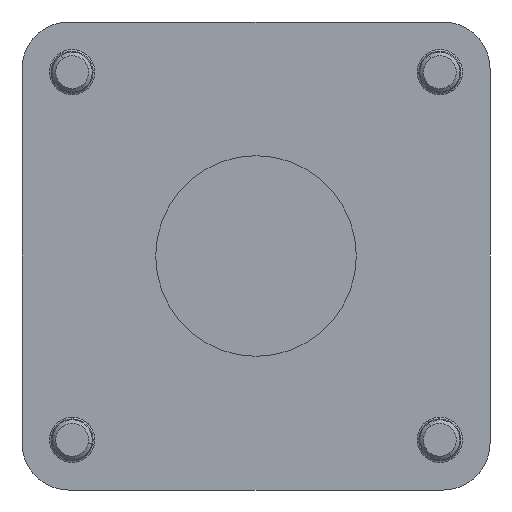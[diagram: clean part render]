
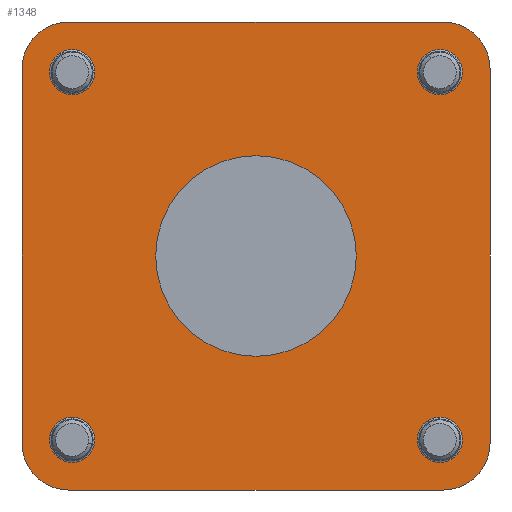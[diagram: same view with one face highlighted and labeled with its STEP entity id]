
A CAD part, front view. The second image highlights one B-rep face of the part: STEP entity #1348.
In plain terms, the highlighted face is planar.
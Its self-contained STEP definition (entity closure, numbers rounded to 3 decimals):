
#550=CARTESIAN_POINT('',(0.,-0.,-30.));
#551=VERTEX_POINT('',#550);
#559=CARTESIAN_POINT('',(0.,0.,30.));
#560=VERTEX_POINT('',#559);
#567=CARTESIAN_POINT('',(0.,0.,0.));
#568=DIRECTION('',(1.,0.,0.));
#569=DIRECTION('',(0.,0.,-1.));
#570=AXIS2_PLACEMENT_3D('',#567,#568,#569);
#571=CIRCLE('',#570,30.);
#572=EDGE_CURVE('',#551,#560,#571,.T.);
#905=CARTESIAN_POINT('',(0.,-56.,70.));
#906=VERTEX_POINT('',#905);
#913=CARTESIAN_POINT('',(0.,-70.,56.));
#914=VERTEX_POINT('',#913);
#915=CARTESIAN_POINT('',(0.,-56.,56.));
#916=DIRECTION('',(1.,0.,0.));
#917=DIRECTION('',(0.,0.,-1.));
#918=AXIS2_PLACEMENT_3D('',#915,#916,#917);
#919=CIRCLE('',#918,14.);
#920=EDGE_CURVE('',#906,#914,#919,.T.);
#937=CARTESIAN_POINT('',(0.,-70.,-56.));
#938=VERTEX_POINT('',#937);
#945=CARTESIAN_POINT('',(0.,-56.,-70.));
#946=VERTEX_POINT('',#945);
#947=CARTESIAN_POINT('',(0.,-56.,-56.));
#948=DIRECTION('',(1.,0.,0.));
#949=DIRECTION('',(0.,0.,-1.));
#950=AXIS2_PLACEMENT_3D('',#947,#948,#949);
#951=CIRCLE('',#950,14.);
#952=EDGE_CURVE('',#938,#946,#951,.T.);
#985=CARTESIAN_POINT('',(0.,-70.,56.));
#986=DIRECTION('',(0.,0.,-1.));
#987=VECTOR('',#986,112.);
#988=LINE('',#985,#987);
#989=EDGE_CURVE('',#914,#938,#988,.T.);
#1025=CARTESIAN_POINT('',(0.,56.,-70.));
#1026=VERTEX_POINT('',#1025);
#1027=CARTESIAN_POINT('',(0.,-56.,-70.));
#1028=DIRECTION('',(0.,1.,0.));
#1029=VECTOR('',#1028,112.);
#1030=LINE('',#1027,#1029);
#1031=EDGE_CURVE('',#946,#1026,#1030,.T.);
#1064=CARTESIAN_POINT('',(0.,70.,-56.));
#1065=VERTEX_POINT('',#1064);
#1066=CARTESIAN_POINT('',(0.,56.,-56.));
#1067=DIRECTION('',(1.,0.,0.));
#1068=DIRECTION('',(0.,0.,-1.));
#1069=AXIS2_PLACEMENT_3D('',#1066,#1067,#1068);
#1070=CIRCLE('',#1069,14.);
#1071=EDGE_CURVE('',#1026,#1065,#1070,.T.);
#1090=CARTESIAN_POINT('',(0.,70.,56.));
#1091=VERTEX_POINT('',#1090);
#1092=CARTESIAN_POINT('',(0.,70.,-56.));
#1093=DIRECTION('',(0.,0.,1.));
#1094=VECTOR('',#1093,112.);
#1095=LINE('',#1092,#1094);
#1096=EDGE_CURVE('',#1065,#1091,#1095,.T.);
#1122=CARTESIAN_POINT('',(0.,56.,70.));
#1123=VERTEX_POINT('',#1122);
#1124=CARTESIAN_POINT('',(0.,56.,56.));
#1125=DIRECTION('',(1.,0.,0.));
#1126=DIRECTION('',(0.,0.,-1.));
#1127=AXIS2_PLACEMENT_3D('',#1124,#1125,#1126);
#1128=CIRCLE('',#1127,14.);
#1129=EDGE_CURVE('',#1091,#1123,#1128,.T.);
#1145=CARTESIAN_POINT('',(0.,55.,-61.75));
#1146=VERTEX_POINT('',#1145);
#1154=CARTESIAN_POINT('',(0.,55.,-48.25));
#1155=VERTEX_POINT('',#1154);
#1162=CARTESIAN_POINT('',(0.,55.,-55.));
#1163=DIRECTION('',(1.,0.,0.));
#1164=DIRECTION('',(0.,0.,-1.));
#1165=AXIS2_PLACEMENT_3D('',#1162,#1163,#1164);
#1166=CIRCLE('',#1165,6.75);
#1167=EDGE_CURVE('',#1146,#1155,#1166,.T.);
#1177=CARTESIAN_POINT('',(0.,-55.,-61.75));
#1178=VERTEX_POINT('',#1177);
#1186=CARTESIAN_POINT('',(0.,-55.,-48.25));
#1187=VERTEX_POINT('',#1186);
#1194=CARTESIAN_POINT('',(0.,-55.,-55.));
#1195=DIRECTION('',(1.,0.,0.));
#1196=DIRECTION('',(0.,0.,-1.));
#1197=AXIS2_PLACEMENT_3D('',#1194,#1195,#1196);
#1198=CIRCLE('',#1197,6.75);
#1199=EDGE_CURVE('',#1178,#1187,#1198,.T.);
#1209=CARTESIAN_POINT('',(0.,55.,48.25));
#1210=VERTEX_POINT('',#1209);
#1218=CARTESIAN_POINT('',(0.,55.,61.75));
#1219=VERTEX_POINT('',#1218);
#1226=CARTESIAN_POINT('',(0.,55.,55.));
#1227=DIRECTION('',(1.,0.,0.));
#1228=DIRECTION('',(0.,0.,-1.));
#1229=AXIS2_PLACEMENT_3D('',#1226,#1227,#1228);
#1230=CIRCLE('',#1229,6.75);
#1231=EDGE_CURVE('',#1210,#1219,#1230,.T.);
#1243=CARTESIAN_POINT('',(0.,-55.,48.25));
#1244=VERTEX_POINT('',#1243);
#1260=CARTESIAN_POINT('',(0.,-55.,61.75));
#1261=VERTEX_POINT('',#1260);
#1268=CARTESIAN_POINT('',(0.,-55.,55.));
#1269=DIRECTION('',(1.,0.,0.));
#1270=DIRECTION('',(0.,0.,-1.));
#1271=AXIS2_PLACEMENT_3D('',#1268,#1269,#1270);
#1272=CIRCLE('',#1271,6.75);
#1273=EDGE_CURVE('',#1244,#1261,#1272,.T.);
#1278=CARTESIAN_POINT('',(0.,-56.,56.));
#1279=DIRECTION('',(1.,0.,0.));
#1280=DIRECTION('',(0.,0.,-1.));
#1281=AXIS2_PLACEMENT_3D('',#1278,#1279,#1280);
#1282=PLANE('',#1281);
#1283=ORIENTED_EDGE('',*,*,#572,.T.);
#1284=CARTESIAN_POINT('',(0.,0.,0.));
#1285=DIRECTION('',(1.,0.,0.));
#1286=DIRECTION('',(0.,0.,-1.));
#1287=AXIS2_PLACEMENT_3D('',#1284,#1285,#1286);
#1288=CIRCLE('',#1287,30.);
#1289=EDGE_CURVE('',#560,#551,#1288,.T.);
#1290=ORIENTED_EDGE('',*,*,#1289,.T.);
#1291=EDGE_LOOP('',(#1283,#1290));
#1292=FACE_BOUND('',#1291,.T.);
#1293=ORIENTED_EDGE('',*,*,#1273,.T.);
#1294=CARTESIAN_POINT('',(0.,-55.,55.));
#1295=DIRECTION('',(1.,0.,0.));
#1296=DIRECTION('',(0.,0.,-1.));
#1297=AXIS2_PLACEMENT_3D('',#1294,#1295,#1296);
#1298=CIRCLE('',#1297,6.75);
#1299=EDGE_CURVE('',#1261,#1244,#1298,.T.);
#1300=ORIENTED_EDGE('',*,*,#1299,.T.);
#1301=EDGE_LOOP('',(#1293,#1300));
#1302=FACE_BOUND('',#1301,.T.);
#1303=ORIENTED_EDGE('',*,*,#1231,.T.);
#1304=CARTESIAN_POINT('',(0.,55.,55.));
#1305=DIRECTION('',(1.,0.,0.));
#1306=DIRECTION('',(0.,0.,-1.));
#1307=AXIS2_PLACEMENT_3D('',#1304,#1305,#1306);
#1308=CIRCLE('',#1307,6.75);
#1309=EDGE_CURVE('',#1219,#1210,#1308,.T.);
#1310=ORIENTED_EDGE('',*,*,#1309,.T.);
#1311=EDGE_LOOP('',(#1303,#1310));
#1312=FACE_BOUND('',#1311,.T.);
#1313=ORIENTED_EDGE('',*,*,#1199,.T.);
#1314=CARTESIAN_POINT('',(0.,-55.,-55.));
#1315=DIRECTION('',(1.,0.,0.));
#1316=DIRECTION('',(0.,0.,-1.));
#1317=AXIS2_PLACEMENT_3D('',#1314,#1315,#1316);
#1318=CIRCLE('',#1317,6.75);
#1319=EDGE_CURVE('',#1187,#1178,#1318,.T.);
#1320=ORIENTED_EDGE('',*,*,#1319,.T.);
#1321=EDGE_LOOP('',(#1313,#1320));
#1322=FACE_BOUND('',#1321,.T.);
#1323=ORIENTED_EDGE('',*,*,#1167,.T.);
#1324=CARTESIAN_POINT('',(0.,55.,-55.));
#1325=DIRECTION('',(1.,0.,0.));
#1326=DIRECTION('',(0.,0.,-1.));
#1327=AXIS2_PLACEMENT_3D('',#1324,#1325,#1326);
#1328=CIRCLE('',#1327,6.75);
#1329=EDGE_CURVE('',#1155,#1146,#1328,.T.);
#1330=ORIENTED_EDGE('',*,*,#1329,.T.);
#1331=EDGE_LOOP('',(#1323,#1330));
#1332=FACE_BOUND('',#1331,.T.);
#1333=CARTESIAN_POINT('',(0.,56.,70.));
#1334=DIRECTION('',(0.,-1.,0.));
#1335=VECTOR('',#1334,112.);
#1336=LINE('',#1333,#1335);
#1337=EDGE_CURVE('',#1123,#906,#1336,.T.);
#1338=ORIENTED_EDGE('',*,*,#1337,.F.);
#1339=ORIENTED_EDGE('',*,*,#1129,.F.);
#1340=ORIENTED_EDGE('',*,*,#1096,.F.);
#1341=ORIENTED_EDGE('',*,*,#1071,.F.);
#1342=ORIENTED_EDGE('',*,*,#1031,.F.);
#1343=ORIENTED_EDGE('',*,*,#952,.F.);
#1344=ORIENTED_EDGE('',*,*,#989,.F.);
#1345=ORIENTED_EDGE('',*,*,#920,.F.);
#1346=EDGE_LOOP('',(#1338,#1339,#1340,#1341,#1342,#1343,#1344,#1345));
#1347=FACE_BOUND('',#1346,.T.);
#1348=ADVANCED_FACE('',(#1292,#1302,#1312,#1322,#1332,#1347),#1282,.F.);
